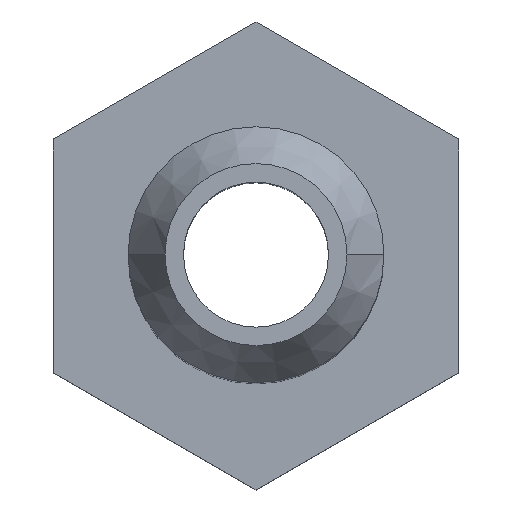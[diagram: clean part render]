
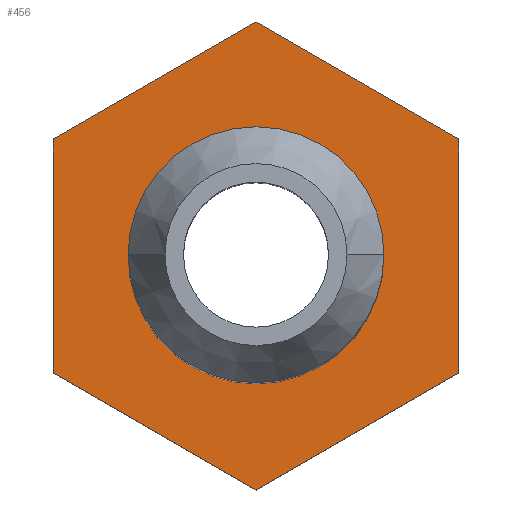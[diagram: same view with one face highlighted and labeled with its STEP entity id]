
A CAD part, top view. The second image highlights one B-rep face of the part: STEP entity #456.
In plain terms, the highlighted planar face has unit normal (0, 0, 1).
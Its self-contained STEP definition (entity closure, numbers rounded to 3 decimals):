
#1 = DIRECTION ( 'NONE',  ( 1., 0., 0. ) ) ;
#7 = VECTOR ( 'NONE', #754, 1000. ) ;
#14 = CARTESIAN_POINT ( 'NONE',  ( 9.5, -5.485, 5. ) ) ;
#38 = DIRECTION ( 'NONE',  ( 0., 0., 1. ) ) ;
#53 = VERTEX_POINT ( 'NONE', #764 ) ;
#83 = VERTEX_POINT ( 'NONE', #140 ) ;
#94 = CIRCLE ( 'NONE', #256, 6. ) ;
#101 = ORIENTED_EDGE ( 'NONE', *, *, #357, .F. ) ;
#120 = LINE ( 'NONE', #217, #743 ) ;
#121 = ORIENTED_EDGE ( 'NONE', *, *, #573, .T. ) ;
#140 = CARTESIAN_POINT ( 'NONE',  ( -9.5, 5.485, 5. ) ) ;
#143 = ORIENTED_EDGE ( 'NONE', *, *, #810, .T. ) ;
#151 = EDGE_CURVE ( 'NONE', #370, #212, #209, .T. ) ;
#157 = DIRECTION ( 'NONE',  ( 1., 0., 0. ) ) ;
#166 = CARTESIAN_POINT ( 'NONE',  ( -9.5, 5.485, 5. ) ) ;
#203 = CARTESIAN_POINT ( 'NONE',  ( 9.5, 5.485, 5. ) ) ;
#209 = LINE ( 'NONE', #282, #669 ) ;
#212 = VERTEX_POINT ( 'NONE', #14 ) ;
#217 = CARTESIAN_POINT ( 'NONE',  ( -9.5, -5.485, 5. ) ) ;
#225 = DIRECTION ( 'NONE',  ( 0., -1., 0. ) ) ;
#240 = VERTEX_POINT ( 'NONE', #203 ) ;
#242 = CARTESIAN_POINT ( 'NONE',  ( 0., 0., 5. ) ) ;
#244 = EDGE_CURVE ( 'NONE', #449, #370, #120, .T. ) ;
#256 = AXIS2_PLACEMENT_3D ( 'NONE', #242, #727, #1 ) ;
#264 = EDGE_LOOP ( 'NONE', ( #101, #736 ) ) ;
#277 = DIRECTION ( 'NONE',  ( 0., 0., 1. ) ) ;
#282 = CARTESIAN_POINT ( 'NONE',  ( 0., -10.97, 5. ) ) ;
#283 = VECTOR ( 'NONE', #299, 1000. ) ;
#289 = EDGE_CURVE ( 'NONE', #822, #53, #94, .T. ) ;
#299 = DIRECTION ( 'NONE',  ( -0.866, -0.5, 0. ) ) ;
#311 = CARTESIAN_POINT ( 'NONE',  ( 9.5, 5.485, 5. ) ) ;
#320 = VERTEX_POINT ( 'NONE', #637 ) ;
#339 = EDGE_LOOP ( 'NONE', ( #516, #143, #411, #121, #506, #477 ) ) ;
#342 = PLANE ( 'NONE',  #681 ) ;
#354 = LINE ( 'NONE', #721, #782 ) ;
#357 = EDGE_CURVE ( 'NONE', #53, #822, #801, .T. ) ;
#370 = VERTEX_POINT ( 'NONE', #780 ) ;
#377 = LINE ( 'NONE', #166, #654 ) ;
#384 = CARTESIAN_POINT ( 'NONE',  ( 0., 0., 5. ) ) ;
#402 = CARTESIAN_POINT ( 'NONE',  ( 0., 0., 5. ) ) ;
#411 = ORIENTED_EDGE ( 'NONE', *, *, #659, .T. ) ;
#430 = CARTESIAN_POINT ( 'NONE',  ( 6., 0., 5. ) ) ;
#435 = EDGE_CURVE ( 'NONE', #212, #240, #354, .T. ) ;
#436 = LINE ( 'NONE', #556, #283 ) ;
#449 = VERTEX_POINT ( 'NONE', #521 ) ;
#456 = ADVANCED_FACE ( 'NONE', ( #655, #504 ), #342, .T. ) ;
#477 = ORIENTED_EDGE ( 'NONE', *, *, #151, .T. ) ;
#504 = FACE_OUTER_BOUND ( 'NONE', #339, .T. ) ;
#506 = ORIENTED_EDGE ( 'NONE', *, *, #244, .T. ) ;
#516 = ORIENTED_EDGE ( 'NONE', *, *, #435, .T. ) ;
#518 = DIRECTION ( 'NONE',  ( 0., 1., 0. ) ) ;
#521 = CARTESIAN_POINT ( 'NONE',  ( -9.5, -5.485, 5. ) ) ;
#535 = DIRECTION ( 'NONE',  ( 0.866, -0.5, 0. ) ) ;
#556 = CARTESIAN_POINT ( 'NONE',  ( 0., 10.97, 5. ) ) ;
#573 = EDGE_CURVE ( 'NONE', #83, #449, #377, .T. ) ;
#637 = CARTESIAN_POINT ( 'NONE',  ( 0., 10.97, 5. ) ) ;
#649 = DIRECTION ( 'NONE',  ( 0.866, 0.5, 0. ) ) ;
#654 = VECTOR ( 'NONE', #225, 1000. ) ;
#655 = FACE_BOUND ( 'NONE', #264, .T. ) ;
#659 = EDGE_CURVE ( 'NONE', #320, #83, #436, .T. ) ;
#669 = VECTOR ( 'NONE', #649, 1000. ) ;
#672 = DIRECTION ( 'NONE',  ( 1., 0., 0. ) ) ;
#681 = AXIS2_PLACEMENT_3D ( 'NONE', #402, #38, #672 ) ;
#684 = LINE ( 'NONE', #311, #7 ) ;
#709 = AXIS2_PLACEMENT_3D ( 'NONE', #384, #277, #157 ) ;
#721 = CARTESIAN_POINT ( 'NONE',  ( 9.5, -5.485, 5. ) ) ;
#727 = DIRECTION ( 'NONE',  ( 0., 0., 1. ) ) ;
#736 = ORIENTED_EDGE ( 'NONE', *, *, #289, .F. ) ;
#743 = VECTOR ( 'NONE', #535, 1000. ) ;
#754 = DIRECTION ( 'NONE',  ( -0.866, 0.5, 0. ) ) ;
#764 = CARTESIAN_POINT ( 'NONE',  ( -6., 0., 5. ) ) ;
#780 = CARTESIAN_POINT ( 'NONE',  ( 0., -10.97, 5. ) ) ;
#782 = VECTOR ( 'NONE', #518, 1000. ) ;
#801 = CIRCLE ( 'NONE', #709, 6. ) ;
#810 = EDGE_CURVE ( 'NONE', #240, #320, #684, .T. ) ;
#822 = VERTEX_POINT ( 'NONE', #430 ) ;
